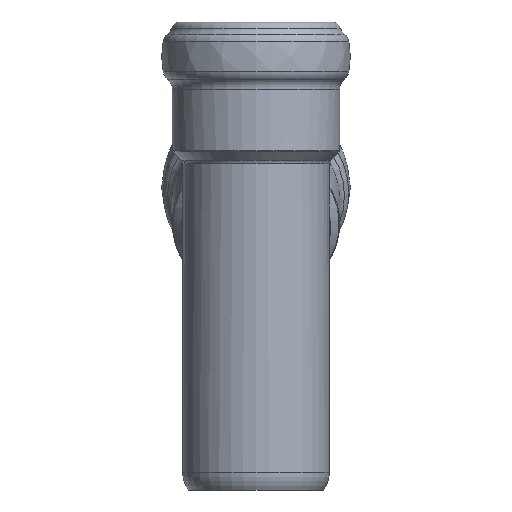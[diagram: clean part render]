
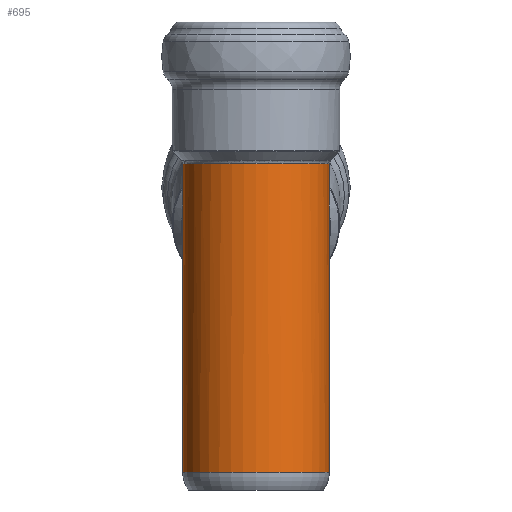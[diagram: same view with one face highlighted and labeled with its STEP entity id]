
A CAD part, left-side view. The second image highlights one B-rep face of the part: STEP entity #695.
In plain terms, the highlighted cylindrical face has radius 29.05 mm (diameter 58.1 mm), a full revolution.
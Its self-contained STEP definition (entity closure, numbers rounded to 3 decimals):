
#45=ELLIPSE('',#756,54.803,29.05);
#47=ELLIPSE('',#770,54.803,29.05);
#49=ELLIPSE('',#773,35.698,29.05);
#55=CYLINDRICAL_SURFACE('',#772,29.05);
#80=FACE_BOUND('',#194,.T.);
#129=FACE_OUTER_BOUND('',#193,.T.);
#193=EDGE_LOOP('',(#527,#528,#529,#530));
#194=EDGE_LOOP('',(#531));
#279=CIRCLE('',#758,29.05);
#286=CIRCLE('',#774,29.05);
#336=VERTEX_POINT('',#1148);
#340=VERTEX_POINT('',#1179);
#342=VERTEX_POINT('',#1196);
#353=VERTEX_POINT('',#1321);
#355=VERTEX_POINT('',#1350);
#411=EDGE_CURVE('',#340,#336,#45,.T.);
#413=EDGE_CURVE('',#336,#342,#279,.T.);
#429=EDGE_CURVE('',#342,#353,#47,.T.);
#433=EDGE_CURVE('',#353,#340,#49,.T.);
#434=EDGE_CURVE('',#355,#355,#286,.T.);
#527=ORIENTED_EDGE('',*,*,#413,.F.);
#528=ORIENTED_EDGE('',*,*,#411,.F.);
#529=ORIENTED_EDGE('',*,*,#433,.F.);
#530=ORIENTED_EDGE('',*,*,#429,.F.);
#531=ORIENTED_EDGE('',*,*,#434,.T.);
#695=ADVANCED_FACE('',(#129,#80),#55,.T.);
#756=AXIS2_PLACEMENT_3D('',#1181,#889,#890);
#758=AXIS2_PLACEMENT_3D('',#1197,#893,#894);
#770=AXIS2_PLACEMENT_3D('',#1322,#917,#918);
#772=AXIS2_PLACEMENT_3D('',#1348,#921,#922);
#773=AXIS2_PLACEMENT_3D('',#1349,#923,#924);
#774=AXIS2_PLACEMENT_3D('',#1351,#925,#926);
#889=DIRECTION('center_axis',(0.848,0.,-0.53));
#890=DIRECTION('ref_axis',(0.53,0.,0.848));
#893=DIRECTION('center_axis',(0.,0.,1.));
#894=DIRECTION('ref_axis',(-1.,0.,0.));
#917=DIRECTION('center_axis',(0.848,0.,-0.53));
#918=DIRECTION('ref_axis',(0.53,0.,0.848));
#921=DIRECTION('center_axis',(0.,0.,1.));
#922=DIRECTION('ref_axis',(-1.,0.,0.));
#923=DIRECTION('center_axis',(0.581,0.,0.814));
#924=DIRECTION('ref_axis',(0.814,0.,-0.581));
#925=DIRECTION('center_axis',(0.,0.,1.));
#926=DIRECTION('ref_axis',(-1.,0.,0.));
#1148=CARTESIAN_POINT('',(25.826,13.302,129.312));
#1179=CARTESIAN_POINT('',(0.,29.05,88.));
#1181=CARTESIAN_POINT('Origin',(0.,0.,88.));
#1196=CARTESIAN_POINT('',(25.826,-13.302,129.312));
#1197=CARTESIAN_POINT('Origin',(0.,0.,129.312));
#1321=CARTESIAN_POINT('',(0.,-29.05,88.));
#1322=CARTESIAN_POINT('Origin',(0.,0.,88.));
#1348=CARTESIAN_POINT('Origin',(0.,0.,0.));
#1349=CARTESIAN_POINT('Origin',(0.,0.,88.));
#1350=CARTESIAN_POINT('',(-29.05,0.,7.));
#1351=CARTESIAN_POINT('Origin',(0.,0.,7.));
